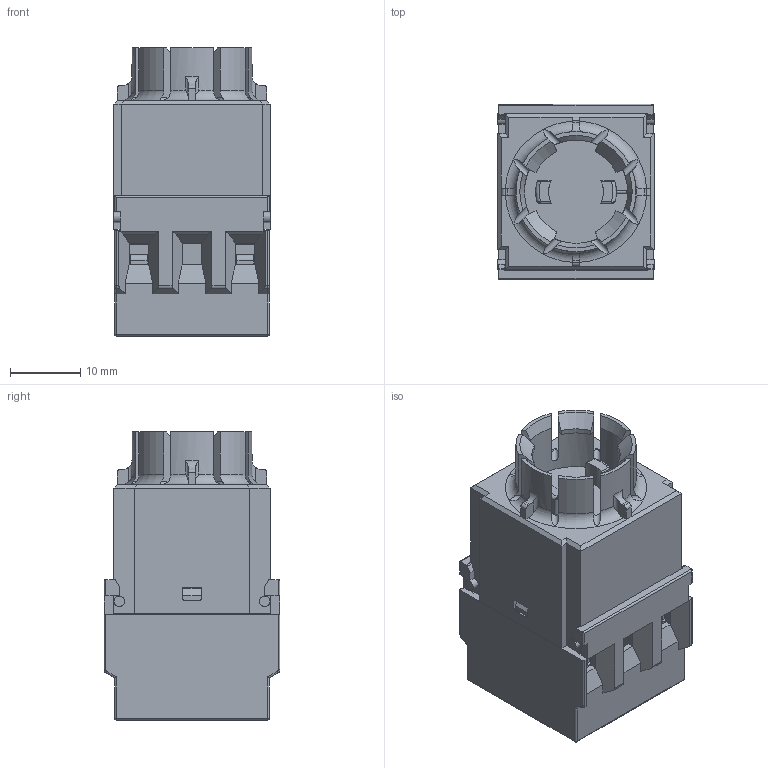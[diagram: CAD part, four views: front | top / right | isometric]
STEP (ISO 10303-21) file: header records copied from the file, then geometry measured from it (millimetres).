
FILE_DESCRIPTION(/* description */ (''),/* implementation_level */ '2;1');
FILE_NAME(/* name */ 'BFIK.stp',/* time_stamp */ '2022-09-08T17:47:33+02:00',/* author */ ('kscharfenort'),/* organization */ (''),/* preprocessor_version */ 'ST-DEVELOPER v17.2',/* originating_system */ 'Autodesk Inventor 2019',/* authorisation */ '');
FILE_SCHEMA (('AUTOMOTIVE_DESIGN { 1 0 10303 214 3 1 1 }'));
Products named in the file (1): BFIK_vereinfacht
Bounding box: 22.2 x 25 x 41 mm (x, y, z)
Volume: 13460.3 mm3; surface area: 11359.7 mm2
Topology: 1 solids, 3 shells, 1099 faces, 3115 edges, 1976 vertices
Faces by surface type: plane 694, cylinder 305, torus 36, cone 32, bspline 24, sphere 8
Full cylindrical faces by diameter (mm): 1.5 x4, 1.7 x4, 1.9 x4, 2.013 x6, 2.5 x36, 2.8 x4, 4 x6, 14.7 x1
Entity records: 46384 total; most frequent: CARTESIAN_POINT 18542, ORIENTED_EDGE 6206, DIRECTION 5283, EDGE_CURVE 3103, LINE 2025, VECTOR 2025, VERTEX_POINT 1976, AXIS2_PLACEMENT_3D 1629
